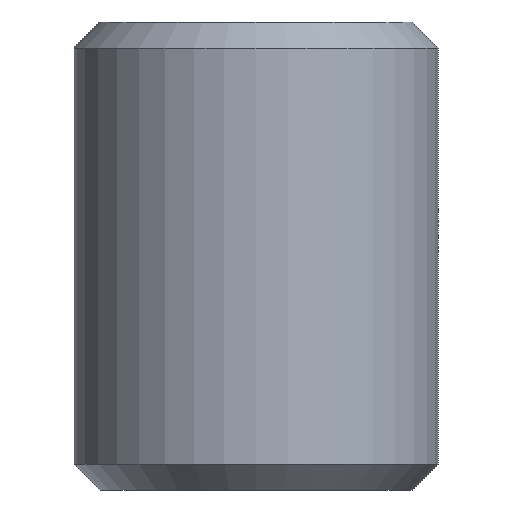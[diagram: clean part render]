
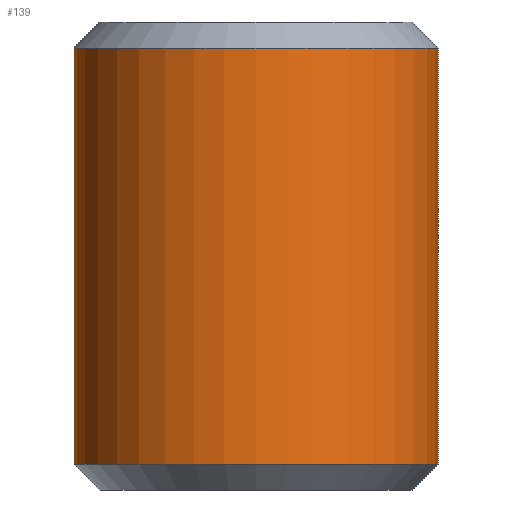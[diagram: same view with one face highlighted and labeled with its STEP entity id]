
A CAD part, front view. The second image highlights one B-rep face of the part: STEP entity #139.
In plain terms, the highlighted cylindrical face has radius 7 mm (diameter 14 mm), a partial arc.
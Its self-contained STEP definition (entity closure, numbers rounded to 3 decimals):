
#123=VERTEX_POINT('',#265);
#125=EDGE_CURVE('',#169,#171,#267,.T.);
#139=ADVANCED_FACE('',(#281),#282,.T.);
#143=VERTEX_POINT('',#287);
#149=EDGE_CURVE('',#123,#171,#293,.T.);
#169=VERTEX_POINT('',#314);
#171=VERTEX_POINT('',#316);
#179=EDGE_CURVE('',#143,#123,#324,.T.);
#187=EDGE_CURVE('',#169,#143,#333,.T.);
#265=CARTESIAN_POINT('',(-7.0,0.,1.0));
#267=CIRCLE('',#419,7.0);
#281=FACE_OUTER_BOUND('',#439,.T.);
#282=CYLINDRICAL_SURFACE('',#440,7.0);
#287=CARTESIAN_POINT('',(7.0,0.0,1.0));
#293=LINE('',#454,#455);
#314=CARTESIAN_POINT('',(7.0,0.0,17.0));
#316=CARTESIAN_POINT('',(-7.0,0.,17.0));
#324=CIRCLE('',#496,7.0);
#333=LINE('',#508,#509);
#419=AXIS2_PLACEMENT_3D('',#599,#600,#601);
#439=EDGE_LOOP('',(#611,#612,#613,#614));
#440=AXIS2_PLACEMENT_3D('',#615,#616,#617);
#454=CARTESIAN_POINT('',(-7.0,0.,9.0));
#455=VECTOR('',#627,1.0);
#496=AXIS2_PLACEMENT_3D('',#652,#653,#654);
#508=CARTESIAN_POINT('',(7.0,0.,9.0));
#509=VECTOR('',#669,1.0);
#599=CARTESIAN_POINT('',(0.0,0.0,17.0));
#600=DIRECTION('',(0.0,0.0,-1.0));
#601=DIRECTION('',(1.0,0.0,0.0));
#611=ORIENTED_EDGE('',*,*,#187,.F.);
#612=ORIENTED_EDGE('',*,*,#125,.T.);
#613=ORIENTED_EDGE('',*,*,#149,.F.);
#614=ORIENTED_EDGE('',*,*,#179,.F.);
#615=CARTESIAN_POINT('',(0.0,0.0,9.0));
#616=DIRECTION('',(-0.0,-0.0,1.0));
#617=DIRECTION('',(1.0,0.0,0.0));
#627=DIRECTION('',(-0.0,-0.0,1.0));
#652=CARTESIAN_POINT('',(0.0,0.0,1.0));
#653=DIRECTION('',(0.0,0.0,-1.0));
#654=DIRECTION('',(1.0,0.0,0.0));
#669=DIRECTION('',(0.0,0.0,-1.0));
